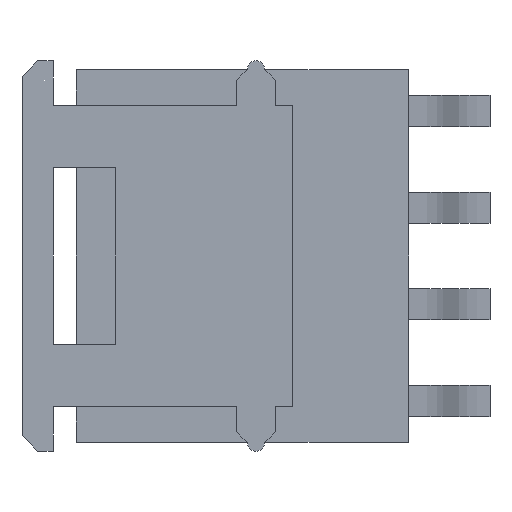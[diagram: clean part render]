
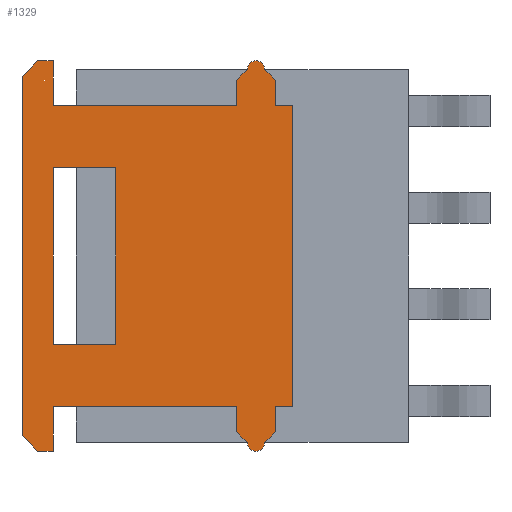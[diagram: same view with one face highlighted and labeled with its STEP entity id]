
A CAD part, front view. The second image highlights one B-rep face of the part: STEP entity #1329.
In plain terms, the highlighted planar face has unit normal (0, -1, 0).
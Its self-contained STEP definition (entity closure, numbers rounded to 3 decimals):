
#16=FACE_BOUND('',#175,.T.);
#19=CIRCLE('',#1418,0.115);
#20=CIRCLE('',#1419,0.115);
#103=FACE_OUTER_BOUND('',#174,.T.);
#174=EDGE_LOOP('',(#1122,#1123,#1124,#1125,#1126,#1127,#1128,#1129,#1130,#1131,#1132,#1133,#1134,#1135,#1136,#1137,#1138,#1139,#1140,#1141,#1142,#1143));
#175=EDGE_LOOP('',(#1144,#1145,#1146,#1147));
#311=LINE('',#2086,#477);
#314=LINE('',#2091,#480);
#316=LINE('',#2095,#482);
#318=LINE('',#2099,#484);
#320=LINE('',#2104,#486);
#323=LINE('',#2109,#489);
#326=LINE('',#2115,#492);
#339=LINE('',#2143,#505);
#342=LINE('',#2149,#508);
#345=LINE('',#2154,#511);
#347=LINE('',#2161,#513);
#349=LINE('',#2165,#515);
#351=LINE('',#2169,#517);
#352=LINE('',#2171,#518);
#353=LINE('',#2173,#519);
#354=LINE('',#2175,#520);
#355=LINE('',#2179,#521);
#356=LINE('',#2181,#522);
#357=LINE('',#2182,#523);
#358=LINE('',#2184,#524);
#359=LINE('',#2185,#525);
#360=LINE('',#2187,#526);
#361=LINE('',#2189,#527);
#362=LINE('',#2190,#528);
#477=VECTOR('',#1609,10.);
#480=VECTOR('',#1614,10.);
#482=VECTOR('',#1618,10.);
#484=VECTOR('',#1622,10.);
#486=VECTOR('',#1626,10.);
#489=VECTOR('',#1631,10.);
#492=VECTOR('',#1636,10.);
#505=VECTOR('',#1657,10.);
#508=VECTOR('',#1662,10.);
#511=VECTOR('',#1667,10.);
#513=VECTOR('',#1675,10.);
#515=VECTOR('',#1679,10.);
#517=VECTOR('',#1683,10.);
#518=VECTOR('',#1684,10.);
#519=VECTOR('',#1685,10.);
#520=VECTOR('',#1686,10.);
#521=VECTOR('',#1689,10.);
#522=VECTOR('',#1690,10.);
#523=VECTOR('',#1691,10.);
#524=VECTOR('',#1694,10.);
#525=VECTOR('',#1695,10.);
#526=VECTOR('',#1696,10.);
#527=VECTOR('',#1697,10.);
#528=VECTOR('',#1698,10.);
#618=VERTEX_POINT('',#2083);
#619=VERTEX_POINT('',#2085);
#620=VERTEX_POINT('',#2089);
#621=VERTEX_POINT('',#2093);
#622=VERTEX_POINT('',#2097);
#623=VERTEX_POINT('',#2101);
#624=VERTEX_POINT('',#2103);
#625=VERTEX_POINT('',#2107);
#627=VERTEX_POINT('',#2113);
#637=VERTEX_POINT('',#2140);
#638=VERTEX_POINT('',#2142);
#639=VERTEX_POINT('',#2146);
#640=VERTEX_POINT('',#2148);
#641=VERTEX_POINT('',#2152);
#642=VERTEX_POINT('',#2158);
#643=VERTEX_POINT('',#2160);
#644=VERTEX_POINT('',#2164);
#645=VERTEX_POINT('',#2168);
#646=VERTEX_POINT('',#2170);
#647=VERTEX_POINT('',#2172);
#648=VERTEX_POINT('',#2174);
#649=VERTEX_POINT('',#2176);
#650=VERTEX_POINT('',#2178);
#651=VERTEX_POINT('',#2180);
#652=VERTEX_POINT('',#2186);
#653=VERTEX_POINT('',#2188);
#775=EDGE_CURVE('',#618,#619,#311,.T.);
#778=EDGE_CURVE('',#620,#618,#314,.T.);
#780=EDGE_CURVE('',#621,#620,#316,.T.);
#782=EDGE_CURVE('',#622,#621,#318,.T.);
#784=EDGE_CURVE('',#623,#624,#320,.T.);
#787=EDGE_CURVE('',#625,#623,#323,.T.);
#790=EDGE_CURVE('',#627,#625,#326,.T.);
#804=EDGE_CURVE('',#637,#638,#339,.T.);
#807=EDGE_CURVE('',#639,#640,#342,.T.);
#810=EDGE_CURVE('',#641,#639,#345,.T.);
#813=EDGE_CURVE('',#642,#643,#347,.T.);
#815=EDGE_CURVE('',#643,#644,#349,.T.);
#817=EDGE_CURVE('',#645,#641,#351,.T.);
#818=EDGE_CURVE('',#646,#645,#352,.T.);
#819=EDGE_CURVE('',#647,#646,#353,.T.);
#820=EDGE_CURVE('',#648,#647,#354,.T.);
#821=EDGE_CURVE('',#649,#648,#19,.T.);
#822=EDGE_CURVE('',#650,#649,#355,.T.);
#823=EDGE_CURVE('',#651,#650,#356,.T.);
#824=EDGE_CURVE('',#619,#651,#357,.T.);
#825=EDGE_CURVE('',#624,#622,#20,.T.);
#826=EDGE_CURVE('',#644,#627,#358,.T.);
#827=EDGE_CURVE('',#640,#642,#359,.T.);
#828=EDGE_CURVE('',#652,#637,#360,.T.);
#829=EDGE_CURVE('',#653,#652,#361,.T.);
#830=EDGE_CURVE('',#638,#653,#362,.T.);
#1122=ORIENTED_EDGE('',*,*,#807,.F.);
#1123=ORIENTED_EDGE('',*,*,#810,.F.);
#1124=ORIENTED_EDGE('',*,*,#817,.F.);
#1125=ORIENTED_EDGE('',*,*,#818,.F.);
#1126=ORIENTED_EDGE('',*,*,#819,.F.);
#1127=ORIENTED_EDGE('',*,*,#820,.F.);
#1128=ORIENTED_EDGE('',*,*,#821,.F.);
#1129=ORIENTED_EDGE('',*,*,#822,.F.);
#1130=ORIENTED_EDGE('',*,*,#823,.F.);
#1131=ORIENTED_EDGE('',*,*,#824,.F.);
#1132=ORIENTED_EDGE('',*,*,#775,.F.);
#1133=ORIENTED_EDGE('',*,*,#778,.F.);
#1134=ORIENTED_EDGE('',*,*,#780,.F.);
#1135=ORIENTED_EDGE('',*,*,#782,.F.);
#1136=ORIENTED_EDGE('',*,*,#825,.F.);
#1137=ORIENTED_EDGE('',*,*,#784,.F.);
#1138=ORIENTED_EDGE('',*,*,#787,.F.);
#1139=ORIENTED_EDGE('',*,*,#790,.F.);
#1140=ORIENTED_EDGE('',*,*,#826,.F.);
#1141=ORIENTED_EDGE('',*,*,#815,.F.);
#1142=ORIENTED_EDGE('',*,*,#813,.F.);
#1143=ORIENTED_EDGE('',*,*,#827,.F.);
#1144=ORIENTED_EDGE('',*,*,#804,.F.);
#1145=ORIENTED_EDGE('',*,*,#828,.F.);
#1146=ORIENTED_EDGE('',*,*,#829,.F.);
#1147=ORIENTED_EDGE('',*,*,#830,.F.);
#1260=PLANE('',#1417);
#1329=ADVANCED_FACE('',(#103,#16),#1260,.F.);
#1417=AXIS2_PLACEMENT_3D('',#2167,#1681,#1682);
#1418=AXIS2_PLACEMENT_3D('',#2177,#1687,#1688);
#1419=AXIS2_PLACEMENT_3D('',#2183,#1692,#1693);
#1609=DIRECTION('',(0.,0.,-1.));
#1614=DIRECTION('',(1.,0.,0.));
#1618=DIRECTION('',(0.,0.,-1.));
#1622=DIRECTION('',(0.707,0.,-0.707));
#1626=DIRECTION('',(0.707,0.,0.707));
#1631=DIRECTION('',(0.,0.,1.));
#1636=DIRECTION('',(1.,0.,0.));
#1657=DIRECTION('',(-1.,0.,0.));
#1662=DIRECTION('',(-0.707,0.,0.707));
#1667=DIRECTION('',(-1.,0.,0.));
#1675=DIRECTION('',(0.707,0.,0.707));
#1679=DIRECTION('',(1.,0.,0.));
#1681=DIRECTION('center_axis',(0.,1.,0.));
#1682=DIRECTION('ref_axis',(0.,0.,1.));
#1683=DIRECTION('',(0.,0.,-1.));
#1684=DIRECTION('',(-1.,0.,0.));
#1685=DIRECTION('',(0.,0.,1.));
#1686=DIRECTION('',(-0.707,0.,0.707));
#1687=DIRECTION('center_axis',(0.,1.,0.));
#1688=DIRECTION('ref_axis',(-0.707,0.,-0.707));
#1689=DIRECTION('',(-0.707,0.,-0.707));
#1690=DIRECTION('',(0.,0.,-1.));
#1691=DIRECTION('',(-1.,0.,0.));
#1692=DIRECTION('center_axis',(0.,1.,0.));
#1693=DIRECTION('ref_axis',(0.707,0.,0.707));
#1694=DIRECTION('',(0.,0.,-1.));
#1695=DIRECTION('',(0.,0.,1.));
#1696=DIRECTION('',(0.,0.,1.));
#1697=DIRECTION('',(1.,0.,0.));
#1698=DIRECTION('',(0.,0.,-1.));
#2083=CARTESIAN_POINT('',(0.485,0.,1.98));
#2085=CARTESIAN_POINT('',(0.485,0.,-1.98));
#2086=CARTESIAN_POINT('',(0.485,0.,1.98));
#2089=CARTESIAN_POINT('',(0.255,0.,1.98));
#2091=CARTESIAN_POINT('',(-3.075,0.,1.98));
#2093=CARTESIAN_POINT('',(0.255,0.,2.31));
#2095=CARTESIAN_POINT('',(0.255,0.,2.31));
#2097=CARTESIAN_POINT('',(0.115,0.,2.45));
#2099=CARTESIAN_POINT('',(0.115,0.,2.45));
#2101=CARTESIAN_POINT('',(-0.255,0.,2.31));
#2103=CARTESIAN_POINT('',(-0.115,0.,2.45));
#2104=CARTESIAN_POINT('',(-0.255,0.,2.31));
#2107=CARTESIAN_POINT('',(-0.255,0.,1.98));
#2109=CARTESIAN_POINT('',(-0.255,0.,1.98));
#2113=CARTESIAN_POINT('',(-2.665,0.,1.98));
#2115=CARTESIAN_POINT('',(-3.075,0.,1.98));
#2140=CARTESIAN_POINT('',(-1.845,0.,1.16));
#2142=CARTESIAN_POINT('',(-2.665,0.,1.16));
#2143=CARTESIAN_POINT('',(-1.845,0.,1.16));
#2146=CARTESIAN_POINT('',(-2.87,0.,-2.565));
#2148=CARTESIAN_POINT('',(-3.075,0.,-2.36));
#2149=CARTESIAN_POINT('',(-3.169,0.,-2.266));
#2152=CARTESIAN_POINT('',(-2.665,0.,-2.565));
#2154=CARTESIAN_POINT('',(-2.665,0.,-2.565));
#2158=CARTESIAN_POINT('',(-3.075,0.,2.36));
#2160=CARTESIAN_POINT('',(-2.87,0.,2.565));
#2161=CARTESIAN_POINT('',(-3.169,0.,2.266));
#2164=CARTESIAN_POINT('',(-2.665,0.,2.565));
#2165=CARTESIAN_POINT('',(-3.075,0.,2.565));
#2167=CARTESIAN_POINT('Origin',(-1.295,0.,0.));
#2168=CARTESIAN_POINT('',(-2.665,0.,-1.98));
#2169=CARTESIAN_POINT('',(-2.665,0.,-1.98));
#2170=CARTESIAN_POINT('',(-0.255,0.,-1.98));
#2171=CARTESIAN_POINT('',(0.485,0.,-1.98));
#2172=CARTESIAN_POINT('',(-0.255,0.,-2.31));
#2173=CARTESIAN_POINT('',(-0.255,0.,-2.31));
#2174=CARTESIAN_POINT('',(-0.115,0.,-2.45));
#2175=CARTESIAN_POINT('',(-0.115,0.,-2.45));
#2176=CARTESIAN_POINT('',(0.115,0.,-2.45));
#2177=CARTESIAN_POINT('Origin',(0.,0.,-2.45));
#2178=CARTESIAN_POINT('',(0.255,0.,-2.31));
#2179=CARTESIAN_POINT('',(0.255,0.,-2.31));
#2180=CARTESIAN_POINT('',(0.255,0.,-1.98));
#2181=CARTESIAN_POINT('',(0.255,0.,-1.98));
#2182=CARTESIAN_POINT('',(0.485,0.,-1.98));
#2183=CARTESIAN_POINT('Origin',(0.,0.,2.45));
#2184=CARTESIAN_POINT('',(-2.665,0.,2.565));
#2185=CARTESIAN_POINT('',(-3.075,0.,-2.565));
#2186=CARTESIAN_POINT('',(-1.845,0.,-1.16));
#2187=CARTESIAN_POINT('',(-1.845,0.,-1.16));
#2188=CARTESIAN_POINT('',(-2.665,0.,-1.16));
#2189=CARTESIAN_POINT('',(-2.665,0.,-1.16));
#2190=CARTESIAN_POINT('',(-2.665,0.,1.16));
